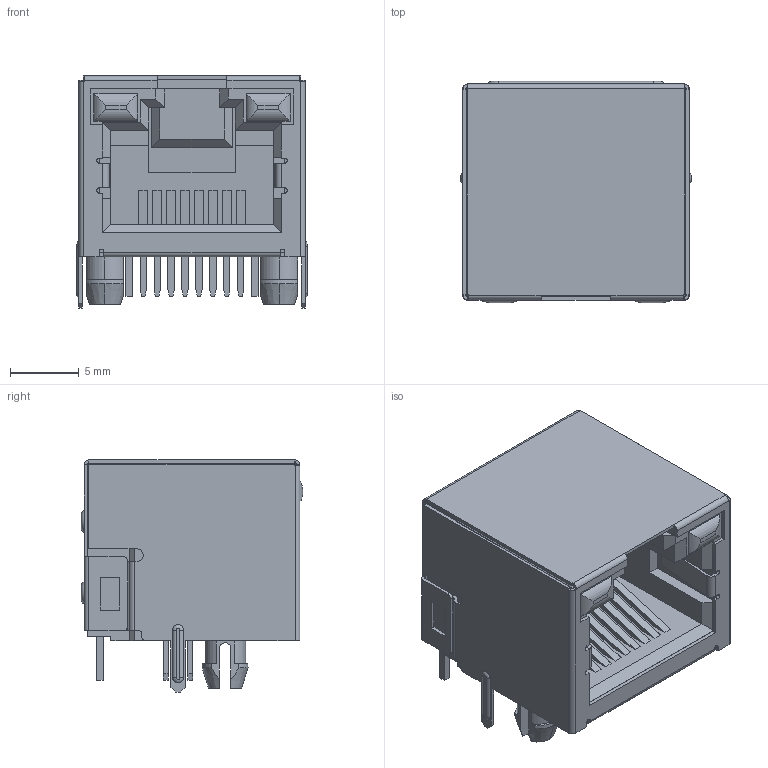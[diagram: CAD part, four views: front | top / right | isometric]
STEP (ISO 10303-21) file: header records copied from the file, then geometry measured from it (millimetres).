
FILE_DESCRIPTION(('FreeCAD Model'),'2;1');
FILE_NAME('Open CASCADE Shape Model','2024-09-24T15:02:44',( 'kicad StepUp'),('ksu MCAD'),'Open CASCADE STEP processor 7.6', 'FreeCAD','Unknown');
FILE_SCHEMA(('AUTOMOTIVE_DESIGN { 1 0 10303 214 1 1 1 1 }'));
Length unit declared in the file: millimetre
Products named in the file (1): MTJ_88ARX1_FSM_LG
Bounding box: 16.81 x 16.15 x 16.94 mm (x, y, z)
Volume: 2400.7 mm3; surface area: 4078.2 mm2
Topology: 24 solids, 24 shells, 512 faces, 1292 edges, 832 vertices
Faces by surface type: plane 416, cylinder 80, torus 6, cone 6, revolution 4
Entity records: 18926 total; most frequent: CARTESIAN_POINT 2749, ORIENTED_EDGE 2584, DIRECTION 2464, EDGE_CURVE 1292, LINE 1094, VECTOR 1094, VERTEX_POINT 832, AXIS2_PLACEMENT_3D 683
